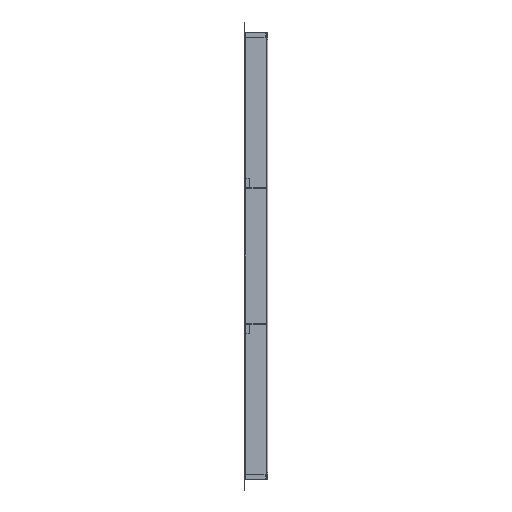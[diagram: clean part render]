
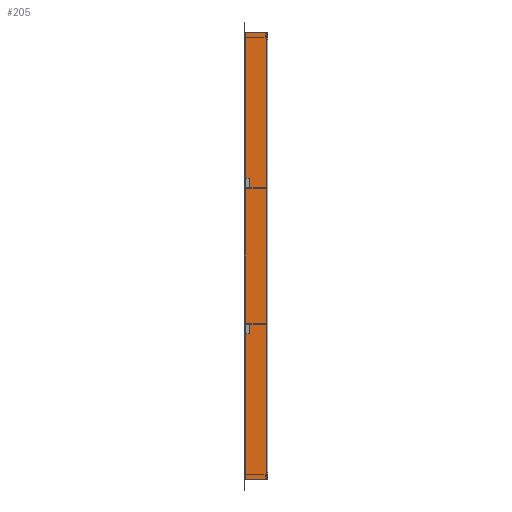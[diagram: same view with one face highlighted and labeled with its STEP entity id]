
A CAD part, left-side view. The second image highlights one B-rep face of the part: STEP entity #205.
In plain terms, the highlighted free-form (B-spline) face has degree [1, 1] with [2, 2] control points.
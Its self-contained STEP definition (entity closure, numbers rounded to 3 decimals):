
#205 = ADVANCED_FACE('',(#206),#292,.F.);
#206 = FACE_BOUND('',#207,.T.);
#207 = EDGE_LOOP('',(#208,#217,#224,#231,#238,#245,#252,#259,#266,#273,
    #280,#287));
#208 = ORIENTED_EDGE('',*,*,#209,.F.);
#209 = EDGE_CURVE('',#210,#212,#214,.T.);
#210 = VERTEX_POINT('',#211);
#211 = CARTESIAN_POINT('',(683.706,902.398,
    1479.017));
#212 = VERTEX_POINT('',#213);
#213 = CARTESIAN_POINT('',(683.706,902.398,
    1895.466));
#214 = B_SPLINE_CURVE_WITH_KNOTS('',1,(#215,#216),.UNSPECIFIED.,.F.,.F.,
  (2,2),(885.,1310.),.PIECEWISE_BEZIER_KNOTS.);
#215 = CARTESIAN_POINT('',(683.706,902.398,
    1479.017));
#216 = CARTESIAN_POINT('',(683.706,902.398,
    1895.466));
#217 = ORIENTED_EDGE('',*,*,#218,.T.);
#218 = EDGE_CURVE('',#210,#219,#221,.T.);
#219 = VERTEX_POINT('',#220);
#220 = CARTESIAN_POINT('',(683.706,900.928,
    1479.017));
#221 = B_SPLINE_CURVE_WITH_KNOTS('',1,(#222,#223),.UNSPECIFIED.,.F.,.F.,
  (2,2),(3.65,5.15),.PIECEWISE_BEZIER_KNOTS.);
#222 = CARTESIAN_POINT('',(683.706,902.398,
    1479.017));
#223 = CARTESIAN_POINT('',(683.706,900.928,
    1479.017));
#224 = ORIENTED_EDGE('',*,*,#225,.T.);
#225 = EDGE_CURVE('',#219,#226,#228,.T.);
#226 = VERTEX_POINT('',#227);
#227 = CARTESIAN_POINT('',(683.706,900.928,
    1449.621));
#228 = B_SPLINE_CURVE_WITH_KNOTS('',1,(#229,#230),.UNSPECIFIED.,.F.,.F.,
  (2,2),(425.,455.),.PIECEWISE_BEZIER_KNOTS.);
#229 = CARTESIAN_POINT('',(683.706,900.928,
    1479.017));
#230 = CARTESIAN_POINT('',(683.706,900.928,
    1449.621));
#231 = ORIENTED_EDGE('',*,*,#232,.T.);
#232 = EDGE_CURVE('',#226,#233,#235,.T.);
#233 = VERTEX_POINT('',#234);
#234 = CARTESIAN_POINT('',(683.706,902.398,
    1449.621));
#235 = B_SPLINE_CURVE_WITH_KNOTS('',1,(#236,#237),.UNSPECIFIED.,.F.,.F.,
  (2,2),(-5.15,-3.65),.PIECEWISE_BEZIER_KNOTS.);
#236 = CARTESIAN_POINT('',(683.706,900.928,
    1449.621));
#237 = CARTESIAN_POINT('',(683.706,902.398,
    1449.621));
#238 = ORIENTED_EDGE('',*,*,#239,.F.);
#239 = EDGE_CURVE('',#240,#233,#242,.T.);
#240 = VERTEX_POINT('',#241);
#241 = CARTESIAN_POINT('',(683.706,902.398,
    1057.668));
#242 = B_SPLINE_CURVE_WITH_KNOTS('',1,(#243,#244),.UNSPECIFIED.,.F.,.F.,
  (2,2),(455.,855.),.PIECEWISE_BEZIER_KNOTS.);
#243 = CARTESIAN_POINT('',(683.706,902.398,
    1057.668));
#244 = CARTESIAN_POINT('',(683.706,902.398,
    1449.621));
#245 = ORIENTED_EDGE('',*,*,#246,.T.);
#246 = EDGE_CURVE('',#240,#247,#249,.T.);
#247 = VERTEX_POINT('',#248);
#248 = CARTESIAN_POINT('',(683.706,900.928,
    1057.668));
#249 = B_SPLINE_CURVE_WITH_KNOTS('',1,(#250,#251),.UNSPECIFIED.,.F.,.F.,
  (2,2),(3.65,5.15),.PIECEWISE_BEZIER_KNOTS.);
#250 = CARTESIAN_POINT('',(683.706,902.398,
    1057.668));
#251 = CARTESIAN_POINT('',(683.706,900.928,
    1057.668));
#252 = ORIENTED_EDGE('',*,*,#253,.T.);
#253 = EDGE_CURVE('',#247,#254,#256,.T.);
#254 = VERTEX_POINT('',#255);
#255 = CARTESIAN_POINT('',(683.706,900.928,
    1028.272));
#256 = B_SPLINE_CURVE_WITH_KNOTS('',1,(#257,#258),.UNSPECIFIED.,.F.,.F.,
  (2,2),(855.,885.),.PIECEWISE_BEZIER_KNOTS.);
#257 = CARTESIAN_POINT('',(683.706,900.928,
    1057.668));
#258 = CARTESIAN_POINT('',(683.706,900.928,
    1028.272));
#259 = ORIENTED_EDGE('',*,*,#260,.T.);
#260 = EDGE_CURVE('',#254,#261,#263,.T.);
#261 = VERTEX_POINT('',#262);
#262 = CARTESIAN_POINT('',(683.706,902.398,
    1028.272));
#263 = B_SPLINE_CURVE_WITH_KNOTS('',1,(#264,#265),.UNSPECIFIED.,.F.,.F.,
  (2,2),(-5.15,-3.65),.PIECEWISE_BEZIER_KNOTS.);
#264 = CARTESIAN_POINT('',(683.706,900.928,
    1028.272));
#265 = CARTESIAN_POINT('',(683.706,902.398,
    1028.272));
#266 = ORIENTED_EDGE('',*,*,#267,.F.);
#267 = EDGE_CURVE('',#268,#261,#270,.T.);
#268 = VERTEX_POINT('',#269);
#269 = CARTESIAN_POINT('',(683.706,902.398,
    611.823));
#270 = B_SPLINE_CURVE_WITH_KNOTS('',1,(#271,#272),.UNSPECIFIED.,.F.,.F.,
  (2,2),(0.,425.),.PIECEWISE_BEZIER_KNOTS.);
#271 = CARTESIAN_POINT('',(683.706,902.398,
    611.823));
#272 = CARTESIAN_POINT('',(683.706,902.398,
    1028.272));
#273 = ORIENTED_EDGE('',*,*,#274,.T.);
#274 = EDGE_CURVE('',#268,#275,#277,.T.);
#275 = VERTEX_POINT('',#276);
#276 = CARTESIAN_POINT('',(683.706,840.96,
    611.823));
#277 = B_SPLINE_CURVE_WITH_KNOTS('',1,(#278,#279),.UNSPECIFIED.,.F.,.F.,
  (2,2),(3.65,66.35),.PIECEWISE_BEZIER_KNOTS.);
#278 = CARTESIAN_POINT('',(683.706,902.398,
    611.823));
#279 = CARTESIAN_POINT('',(683.706,840.96,
    611.823));
#280 = ORIENTED_EDGE('',*,*,#281,.F.);
#281 = EDGE_CURVE('',#282,#275,#284,.T.);
#282 = VERTEX_POINT('',#283);
#283 = CARTESIAN_POINT('',(683.706,840.96,
    1895.466));
#284 = B_SPLINE_CURVE_WITH_KNOTS('',1,(#285,#286),.UNSPECIFIED.,.F.,.F.,
  (2,2),(-0.,1310.),.PIECEWISE_BEZIER_KNOTS.);
#285 = CARTESIAN_POINT('',(683.706,840.96,
    1895.466));
#286 = CARTESIAN_POINT('',(683.706,840.96,
    611.823));
#287 = ORIENTED_EDGE('',*,*,#288,.F.);
#288 = EDGE_CURVE('',#212,#282,#289,.T.);
#289 = B_SPLINE_CURVE_WITH_KNOTS('',1,(#290,#291),.UNSPECIFIED.,.F.,.F.,
  (2,2),(3.65,66.35),.PIECEWISE_BEZIER_KNOTS.);
#290 = CARTESIAN_POINT('',(683.706,902.398,
    1895.466));
#291 = CARTESIAN_POINT('',(683.706,840.96,
    1895.466));
#292 = B_SPLINE_SURFACE_WITH_KNOTS('',1,1,(
    (#293,#294)
    ,(#295,#296
    )),.UNSPECIFIED.,.F.,.F.,.F.,(2,2),(2,2),(-66.35,-3.65),(-1310.,
    0.),.PIECEWISE_BEZIER_KNOTS.);
#293 = CARTESIAN_POINT('',(683.706,840.96,
    611.823));
#294 = CARTESIAN_POINT('',(683.706,840.96,
    1895.466));
#295 = CARTESIAN_POINT('',(683.706,902.398,
    611.823));
#296 = CARTESIAN_POINT('',(683.706,902.398,
    1895.466));
